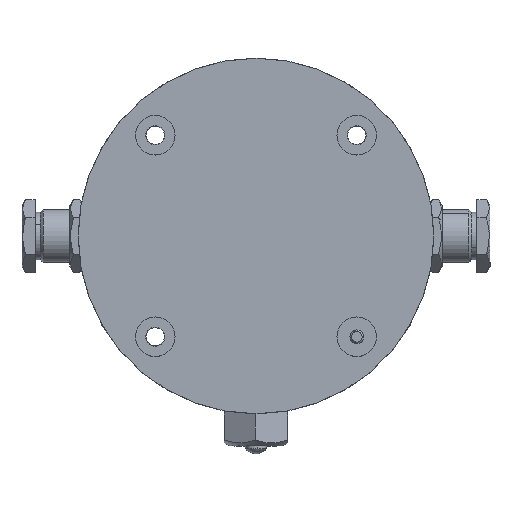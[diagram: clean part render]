
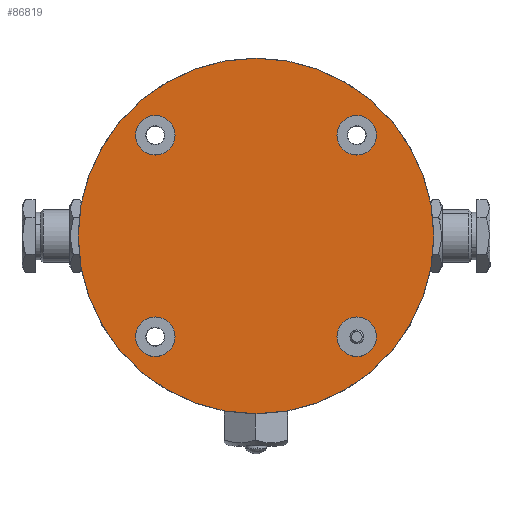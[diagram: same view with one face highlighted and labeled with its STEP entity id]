
A CAD part, top view. The second image highlights one B-rep face of the part: STEP entity #86819.
In plain terms, the highlighted planar face has unit normal (0, 0, 1).
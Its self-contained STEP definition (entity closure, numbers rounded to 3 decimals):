
#94 = AXIS2_PLACEMENT_3D ( 'NONE', #157036, #83202, #60385 ) ;
#219 = CARTESIAN_POINT ( 'NONE',  ( 38.184, 38.184, 61.747 ) ) ;
#1007 = EDGE_CURVE ( 'NONE', #236442, #37276, #134119, .T. ) ;
#6391 = DIRECTION ( 'NONE',  ( 0., 0., 1. ) ) ;
#6581 = DIRECTION ( 'NONE',  ( 0., 0., 1. ) ) ;
#8657 = EDGE_CURVE ( 'NONE', #37276, #236442, #134719, .T. ) ;
#8905 = ORIENTED_EDGE ( 'NONE', *, *, #75014, .F. ) ;
#13728 = CIRCLE ( 'NONE', #237241, 7.5 ) ;
#14004 = DIRECTION ( 'NONE',  ( -1., 0., 0. ) ) ;
#15238 = DIRECTION ( 'NONE',  ( 0., 0., 1. ) ) ;
#18009 = VERTEX_POINT ( 'NONE', #244109 ) ;
#19180 = ORIENTED_EDGE ( 'NONE', *, *, #60234, .F. ) ;
#21682 = EDGE_CURVE ( 'NONE', #215090, #175108, #108670, .T. ) ;
#22408 = CARTESIAN_POINT ( 'NONE',  ( 67.335, 0.001, 61.747 ) ) ;
#23114 = EDGE_CURVE ( 'NONE', #207571, #153687, #190186, .T. ) ;
#25680 = PLANE ( 'NONE',  #91659 ) ;
#28176 = FACE_OUTER_BOUND ( 'NONE', #132761, .T. ) ;
#36050 = ORIENTED_EDGE ( 'NONE', *, *, #8657, .F. ) ;
#36120 = EDGE_LOOP ( 'NONE', ( #169422, #36050 ) ) ;
#37276 = VERTEX_POINT ( 'NONE', #123290 ) ;
#43949 = AXIS2_PLACEMENT_3D ( 'NONE', #77112, #98751, #211977 ) ;
#48270 = ORIENTED_EDGE ( 'NONE', *, *, #116976, .T. ) ;
#56190 = ORIENTED_EDGE ( 'NONE', *, *, #227933, .F. ) ;
#60030 = AXIS2_PLACEMENT_3D ( 'NONE', #118471, #174440, #231699 ) ;
#60234 = EDGE_CURVE ( 'NONE', #246430, #18009, #109200, .T. ) ;
#60385 = DIRECTION ( 'NONE',  ( 1., 0., 0. ) ) ;
#67426 = CARTESIAN_POINT ( 'NONE',  ( -38.184, -38.184, 61.747 ) ) ;
#72868 = CIRCLE ( 'NONE', #121785, 7.5 ) ;
#73253 = DIRECTION ( 'NONE',  ( 1., 0., 0. ) ) ;
#75014 = EDGE_CURVE ( 'NONE', #153687, #207571, #139868, .T. ) ;
#77112 = CARTESIAN_POINT ( 'NONE',  ( -0.001, 0.001, 61.747 ) ) ;
#78172 = VERTEX_POINT ( 'NONE', #22408 ) ;
#83202 = DIRECTION ( 'NONE',  ( 0., 0., 1. ) ) ;
#85050 = CARTESIAN_POINT ( 'NONE',  ( -45.684, -38.184, 61.747 ) ) ;
#85736 = CARTESIAN_POINT ( 'NONE',  ( -38.184, 38.184, 61.747 ) ) ;
#86819 = ADVANCED_FACE ( 'NONE', ( #163027, #199963, #221542, #143971, #28176 ), #25680, .T. ) ;
#91659 = AXIS2_PLACEMENT_3D ( 'NONE', #103274, #6581, #161753 ) ;
#92780 = CARTESIAN_POINT ( 'NONE',  ( -67.336, 0.001, 61.747 ) ) ;
#98751 = DIRECTION ( 'NONE',  ( 0., 0., 1. ) ) ;
#102235 = ORIENTED_EDGE ( 'NONE', *, *, #21682, .F. ) ;
#103274 = CARTESIAN_POINT ( 'NONE',  ( -0.001, 0.001, 61.747 ) ) ;
#106102 = DIRECTION ( 'NONE',  ( 1., 0., 0. ) ) ;
#106636 = CARTESIAN_POINT ( 'NONE',  ( 30.684, -38.184, 61.747 ) ) ;
#108670 = CIRCLE ( 'NONE', #60030, 7.5 ) ;
#108758 = ORIENTED_EDGE ( 'NONE', *, *, #249923, .T. ) ;
#109200 = CIRCLE ( 'NONE', #121418, 7.5 ) ;
#116976 = EDGE_CURVE ( 'NONE', #78172, #251319, #201714, .T. ) ;
#118471 = CARTESIAN_POINT ( 'NONE',  ( -38.184, 38.184, 61.747 ) ) ;
#120965 = EDGE_LOOP ( 'NONE', ( #19180, #56190 ) ) ;
#121418 = AXIS2_PLACEMENT_3D ( 'NONE', #219, #216438, #175764 ) ;
#121785 = AXIS2_PLACEMENT_3D ( 'NONE', #85736, #163362, #106102 ) ;
#122924 = ORIENTED_EDGE ( 'NONE', *, *, #129884, .F. ) ;
#123290 = CARTESIAN_POINT ( 'NONE',  ( 45.684, -38.184, 61.747 ) ) ;
#129148 = CIRCLE ( 'NONE', #43949, 67.335 ) ;
#129884 = EDGE_CURVE ( 'NONE', #175108, #215090, #72868, .T. ) ;
#132679 = DIRECTION ( 'NONE',  ( 1., 0., 0. ) ) ;
#132761 = EDGE_LOOP ( 'NONE', ( #48270, #108758 ) ) ;
#134119 = CIRCLE ( 'NONE', #94, 7.5 ) ;
#134719 = CIRCLE ( 'NONE', #171162, 7.5 ) ;
#136762 = DIRECTION ( 'NONE',  ( -1., 0., 0. ) ) ;
#139278 = CARTESIAN_POINT ( 'NONE',  ( -38.184, -38.184, 61.747 ) ) ;
#139868 = CIRCLE ( 'NONE', #143917, 7.5 ) ;
#143917 = AXIS2_PLACEMENT_3D ( 'NONE', #67426, #6391, #146255 ) ;
#143971 = FACE_BOUND ( 'NONE', #238577, .T. ) ;
#145525 = ORIENTED_EDGE ( 'NONE', *, *, #23114, .F. ) ;
#146255 = DIRECTION ( 'NONE',  ( -1., 0., 0. ) ) ;
#148744 = EDGE_LOOP ( 'NONE', ( #8905, #145525 ) ) ;
#149625 = DIRECTION ( 'NONE',  ( 0., 0., 1. ) ) ;
#153687 = VERTEX_POINT ( 'NONE', #85050 ) ;
#153854 = CARTESIAN_POINT ( 'NONE',  ( 38.184, 38.184, 61.747 ) ) ;
#156788 = DIRECTION ( 'NONE',  ( 0., 0., 1. ) ) ;
#157036 = CARTESIAN_POINT ( 'NONE',  ( 38.184, -38.184, 61.747 ) ) ;
#161753 = DIRECTION ( 'NONE',  ( 1., 0., 0. ) ) ;
#163027 = FACE_BOUND ( 'NONE', #148744, .T. ) ;
#163362 = DIRECTION ( 'NONE',  ( 0., 0., 1. ) ) ;
#165169 = AXIS2_PLACEMENT_3D ( 'NONE', #187807, #149625, #73253 ) ;
#169422 = ORIENTED_EDGE ( 'NONE', *, *, #1007, .F. ) ;
#171162 = AXIS2_PLACEMENT_3D ( 'NONE', #229331, #156788, #132679 ) ;
#174440 = DIRECTION ( 'NONE',  ( 0., 0., 1. ) ) ;
#175108 = VERTEX_POINT ( 'NONE', #227866 ) ;
#175764 = DIRECTION ( 'NONE',  ( -1., 0., 0. ) ) ;
#177445 = DIRECTION ( 'NONE',  ( 0., 0., 1. ) ) ;
#187807 = CARTESIAN_POINT ( 'NONE',  ( -0.001, 0.001, 61.747 ) ) ;
#190186 = CIRCLE ( 'NONE', #218516, 7.5 ) ;
#199963 = FACE_BOUND ( 'NONE', #36120, .T. ) ;
#201714 = CIRCLE ( 'NONE', #165169, 67.335 ) ;
#207571 = VERTEX_POINT ( 'NONE', #208070 ) ;
#208070 = CARTESIAN_POINT ( 'NONE',  ( -30.684, -38.184, 61.747 ) ) ;
#211977 = DIRECTION ( 'NONE',  ( 1., 0., 0. ) ) ;
#213280 = CARTESIAN_POINT ( 'NONE',  ( 30.684, 38.184, 61.747 ) ) ;
#215090 = VERTEX_POINT ( 'NONE', #218683 ) ;
#216438 = DIRECTION ( 'NONE',  ( 0., 0., 1. ) ) ;
#218516 = AXIS2_PLACEMENT_3D ( 'NONE', #139278, #177445, #136762 ) ;
#218683 = CARTESIAN_POINT ( 'NONE',  ( -45.684, 38.184, 61.747 ) ) ;
#221542 = FACE_BOUND ( 'NONE', #120965, .T. ) ;
#227866 = CARTESIAN_POINT ( 'NONE',  ( -30.684, 38.184, 61.747 ) ) ;
#227933 = EDGE_CURVE ( 'NONE', #18009, #246430, #13728, .T. ) ;
#229331 = CARTESIAN_POINT ( 'NONE',  ( 38.184, -38.184, 61.747 ) ) ;
#231699 = DIRECTION ( 'NONE',  ( 1., 0., 0. ) ) ;
#236442 = VERTEX_POINT ( 'NONE', #106636 ) ;
#237241 = AXIS2_PLACEMENT_3D ( 'NONE', #153854, #15238, #14004 ) ;
#238577 = EDGE_LOOP ( 'NONE', ( #102235, #122924 ) ) ;
#244109 = CARTESIAN_POINT ( 'NONE',  ( 45.684, 38.184, 61.747 ) ) ;
#246430 = VERTEX_POINT ( 'NONE', #213280 ) ;
#249923 = EDGE_CURVE ( 'NONE', #251319, #78172, #129148, .T. ) ;
#251319 = VERTEX_POINT ( 'NONE', #92780 ) ;
